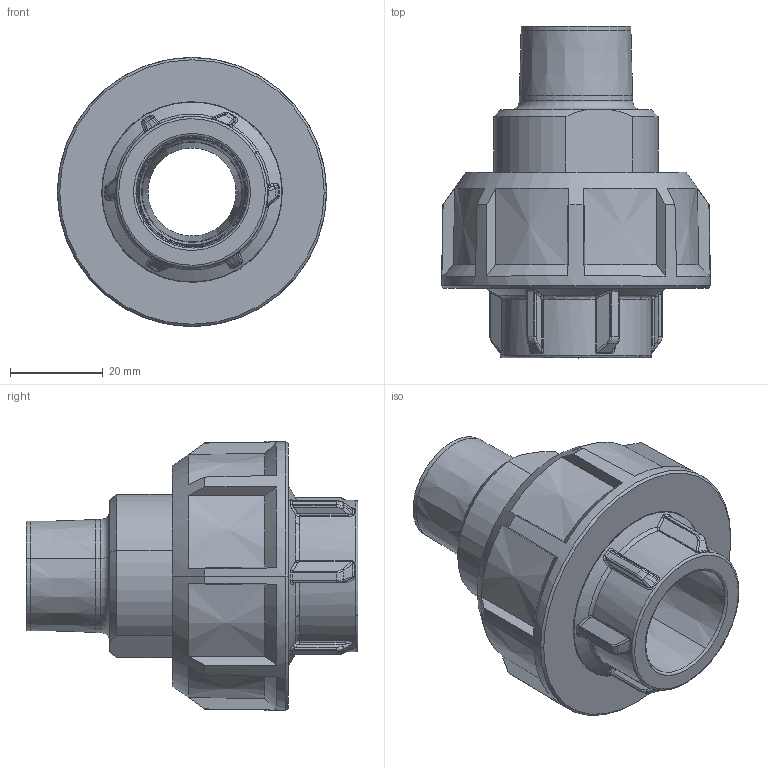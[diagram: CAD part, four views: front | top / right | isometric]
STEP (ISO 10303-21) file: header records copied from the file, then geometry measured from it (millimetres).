
FILE_DESCRIPTION(('STEP AP214'),'1');
FILE_NAME('birxm025034e.stp','2018-02-12T14:28:11',('TraceParts'),('TraceParts S.A.'),'Spatial InterOp 3D',' ',' ');
FILE_SCHEMA(('automotive_design'));
Length unit declared in the file: millimetre
Products named in the file (3): birxm025034e_1; birxm025034e_2; birxm025034e_3
Bounding box: 57.98 x 71.5 x 57.98 mm (x, y, z)
Volume: 67010.6 mm3; surface area: 26581.3 mm2
Topology: 3 solids, 3 shells, 297 faces, 734 edges, 450 vertices
Faces by surface type: cylinder 82, bspline 72, cone 50, torus 50, plane 43
Entity records: 12992 total; most frequent: CARTESIAN_POINT 3896, ORIENTED_EDGE 1468, DIRECTION 1344, EDGE_CURVE 734, AXIS2_PLACEMENT_3D 606, VERTEX_POINT 450, CIRCLE 378, EDGE_LOOP 310
